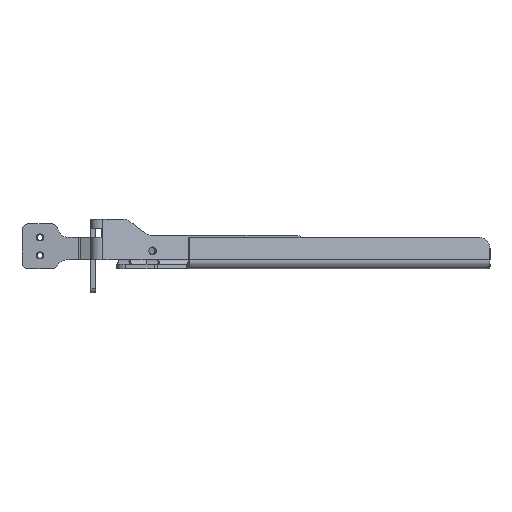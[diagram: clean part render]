
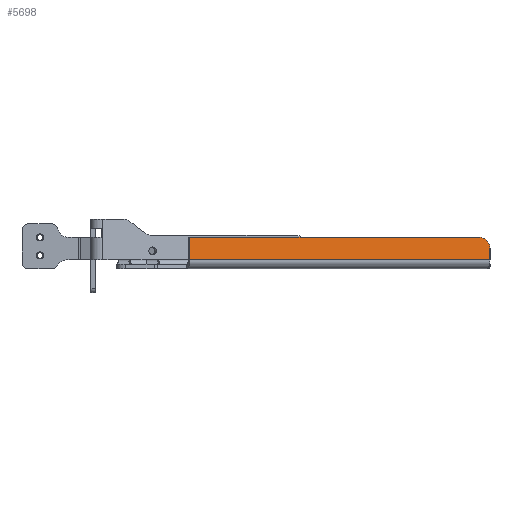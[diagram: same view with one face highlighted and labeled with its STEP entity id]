
A CAD part, left-side view. The second image highlights one B-rep face of the part: STEP entity #5698.
In plain terms, the highlighted planar face has unit normal (-0.94, -0.342, 0).
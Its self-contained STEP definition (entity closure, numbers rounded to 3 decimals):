
#161=PLANE('',#6193);
#413=FACE_OUTER_BOUND('',#761,.T.);
#761=EDGE_LOOP('',(#4839,#4840,#4841,#4842,#4843));
#1069=CIRCLE('',#6194,5.);
#1639=LINE('',#14263,#2119);
#1641=LINE('',#14268,#2121);
#1642=LINE('',#14271,#2122);
#1645=LINE('',#14277,#2125);
#2119=VECTOR('',#7472,10.);
#2121=VECTOR('',#7478,10.);
#2122=VECTOR('',#7481,10.);
#2125=VECTOR('',#7486,10.);
#2735=VERTEX_POINT('',#14260);
#2736=VERTEX_POINT('',#14262);
#2737=VERTEX_POINT('',#14266);
#2738=VERTEX_POINT('',#14270);
#2740=VERTEX_POINT('',#14276);
#3487=EDGE_CURVE('',#2736,#2735,#1639,.T.);
#3490=EDGE_CURVE('',#2737,#2735,#1641,.T.);
#3491=EDGE_CURVE('',#2738,#2736,#1642,.T.);
#3494=EDGE_CURVE('',#2737,#2740,#1645,.T.);
#3495=EDGE_CURVE('',#2738,#2740,#1069,.T.);
#4839=ORIENTED_EDGE('',*,*,#3487,.T.);
#4840=ORIENTED_EDGE('',*,*,#3490,.F.);
#4841=ORIENTED_EDGE('',*,*,#3494,.T.);
#4842=ORIENTED_EDGE('',*,*,#3495,.F.);
#4843=ORIENTED_EDGE('',*,*,#3491,.T.);
#5698=ADVANCED_FACE('',(#413),#161,.T.);
#6193=AXIS2_PLACEMENT_3D('',#14275,#7484,#7485);
#6194=AXIS2_PLACEMENT_3D('',#14278,#7487,#7488);
#7472=DIRECTION('',(0.,0.,-1.));
#7478=DIRECTION('',(-0.342,0.94,0.));
#7481=DIRECTION('',(-0.342,0.94,0.));
#7484=DIRECTION('center_axis',(-0.94,-0.342,0.));
#7485=DIRECTION('ref_axis',(0.342,-0.94,0.));
#7486=DIRECTION('',(0.,0.,1.));
#7487=DIRECTION('center_axis',(0.94,0.342,0.));
#7488=DIRECTION('ref_axis',(0.242,-0.664,0.707));
#14260=CARTESIAN_POINT('',(-7.298,124.622,4.));
#14262=CARTESIAN_POINT('',(-7.298,124.622,14.));
#14263=CARTESIAN_POINT('',(-7.298,124.622,7.));
#14266=CARTESIAN_POINT('',(41.153,-8.497,4.));
#14268=CARTESIAN_POINT('',(-3.299,113.636,4.));
#14270=CARTESIAN_POINT('',(39.443,-3.799,14.));
#14271=CARTESIAN_POINT('',(-7.038,123.909,14.));
#14275=CARTESIAN_POINT('Origin',(-23.268,168.5,0.));
#14276=CARTESIAN_POINT('',(41.153,-8.497,9.));
#14277=CARTESIAN_POINT('',(41.153,-8.497,0.));
#14278=CARTESIAN_POINT('Origin',(39.443,-3.799,9.));
